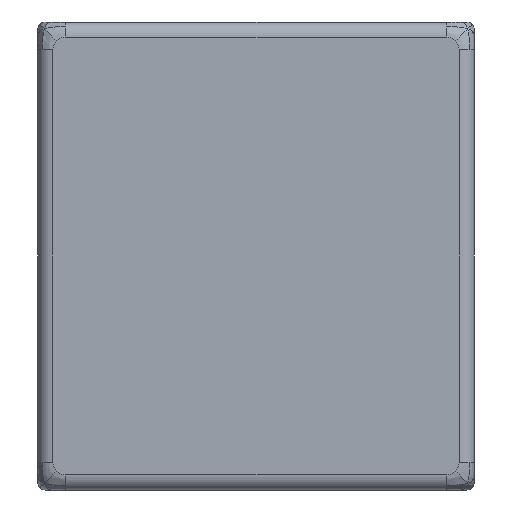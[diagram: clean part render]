
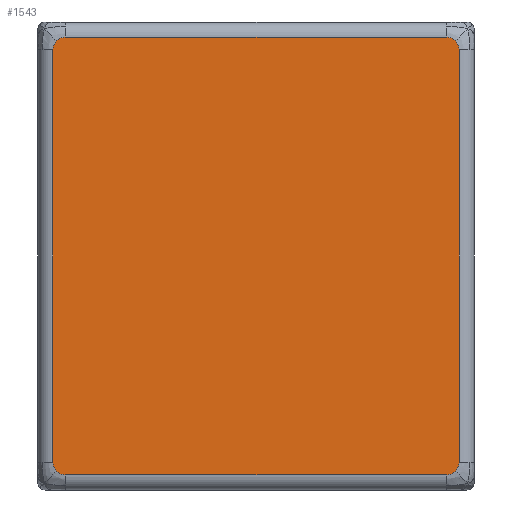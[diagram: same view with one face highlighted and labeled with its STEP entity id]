
A CAD part, left-side view. The second image highlights one B-rep face of the part: STEP entity #1543.
In plain terms, the highlighted planar face has unit normal (-1, 0, 0).
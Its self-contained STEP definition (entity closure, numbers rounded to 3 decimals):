
#30=PLANE('',#1684);
#46=LINE('',#4719,#108);
#47=LINE('',#4760,#109);
#55=LINE('',#4820,#117);
#60=LINE('',#4827,#122);
#108=VECTOR('',#1876,10.);
#109=VECTOR('',#1883,10.);
#117=VECTOR('',#1913,10.);
#122=VECTOR('',#1922,10.);
#261=FACE_OUTER_BOUND('',#357,.T.);
#357=EDGE_LOOP('',(#1252,#1253,#1254,#1255,#1256,#1257,#1258,#1259,#1260,
#1261,#1262,#1263));
#416=CIRCLE('',#1615,0.05);
#422=CIRCLE('',#1621,0.05);
#428=CIRCLE('',#1627,0.05);
#434=CIRCLE('',#1633,0.05);
#441=CIRCLE('',#1641,0.05);
#451=CIRCLE('',#1655,0.05);
#453=CIRCLE('',#1658,0.05);
#459=CIRCLE('',#1669,0.05);
#623=VERTEX_POINT('',#3648);
#624=VERTEX_POINT('',#3655);
#635=VERTEX_POINT('',#3964);
#636=VERTEX_POINT('',#3971);
#647=VERTEX_POINT('',#4280);
#648=VERTEX_POINT('',#4287);
#659=VERTEX_POINT('',#4596);
#660=VERTEX_POINT('',#4603);
#665=VERTEX_POINT('',#4651);
#674=VERTEX_POINT('',#4714);
#675=VERTEX_POINT('',#4756);
#680=VERTEX_POINT('',#4816);
#791=EDGE_CURVE('',#623,#624,#416,.T.);
#807=EDGE_CURVE('',#635,#636,#422,.T.);
#823=EDGE_CURVE('',#647,#648,#428,.T.);
#839=EDGE_CURVE('',#659,#660,#434,.T.);
#846=EDGE_CURVE('',#665,#659,#441,.T.);
#860=EDGE_CURVE('',#674,#647,#451,.T.);
#862=EDGE_CURVE('',#660,#674,#46,.T.);
#864=EDGE_CURVE('',#675,#635,#453,.T.);
#865=EDGE_CURVE('',#636,#665,#47,.T.);
#878=EDGE_CURVE('',#680,#623,#459,.T.);
#879=EDGE_CURVE('',#624,#675,#55,.T.);
#884=EDGE_CURVE('',#648,#680,#60,.T.);
#1252=ORIENTED_EDGE('',*,*,#878,.F.);
#1253=ORIENTED_EDGE('',*,*,#884,.F.);
#1254=ORIENTED_EDGE('',*,*,#823,.F.);
#1255=ORIENTED_EDGE('',*,*,#860,.F.);
#1256=ORIENTED_EDGE('',*,*,#862,.F.);
#1257=ORIENTED_EDGE('',*,*,#839,.F.);
#1258=ORIENTED_EDGE('',*,*,#846,.F.);
#1259=ORIENTED_EDGE('',*,*,#865,.F.);
#1260=ORIENTED_EDGE('',*,*,#807,.F.);
#1261=ORIENTED_EDGE('',*,*,#864,.F.);
#1262=ORIENTED_EDGE('',*,*,#879,.F.);
#1263=ORIENTED_EDGE('',*,*,#791,.F.);
#1543=ADVANCED_FACE('',(#261),#30,.T.);
#1615=AXIS2_PLACEMENT_3D('',#3656,#1787,#1788);
#1621=AXIS2_PLACEMENT_3D('',#3972,#1799,#1800);
#1627=AXIS2_PLACEMENT_3D('',#4288,#1811,#1812);
#1633=AXIS2_PLACEMENT_3D('',#4604,#1823,#1824);
#1641=AXIS2_PLACEMENT_3D('',#4653,#1839,#1840);
#1655=AXIS2_PLACEMENT_3D('',#4716,#1871,#1872);
#1658=AXIS2_PLACEMENT_3D('',#4758,#1879,#1880);
#1669=AXIS2_PLACEMENT_3D('',#4818,#1909,#1910);
#1684=AXIS2_PLACEMENT_3D('',#4855,#1953,#1954);
#1787=DIRECTION('center_axis',(1.,0.,0.));
#1788=DIRECTION('ref_axis',(0.,-0.707,0.707));
#1799=DIRECTION('center_axis',(1.,0.,0.));
#1800=DIRECTION('ref_axis',(0.,-0.707,-0.707));
#1811=DIRECTION('center_axis',(1.,0.,0.));
#1812=DIRECTION('ref_axis',(0.,0.707,0.707));
#1823=DIRECTION('center_axis',(1.,0.,0.));
#1824=DIRECTION('ref_axis',(0.,0.707,-0.707));
#1839=DIRECTION('center_axis',(1.,0.,0.));
#1840=DIRECTION('ref_axis',(0.,0.707,-0.707));
#1871=DIRECTION('center_axis',(1.,0.,0.));
#1872=DIRECTION('ref_axis',(0.,0.707,0.707));
#1876=DIRECTION('',(0.,0.,1.));
#1879=DIRECTION('center_axis',(1.,0.,0.));
#1880=DIRECTION('ref_axis',(0.,-0.707,-0.707));
#1883=DIRECTION('',(0.,1.,0.));
#1909=DIRECTION('center_axis',(1.,0.,0.));
#1910=DIRECTION('ref_axis',(0.,-0.707,0.707));
#1913=DIRECTION('',(0.,0.,-1.));
#1922=DIRECTION('',(0.,-1.,0.));
#1953=DIRECTION('center_axis',(-1.,0.,0.));
#1954=DIRECTION('ref_axis',(0.,-1.,0.));
#3648=CARTESIAN_POINT('',(-2.313,-0.788,1.775));
#3655=CARTESIAN_POINT('',(-2.313,-0.803,1.74));
#3656=CARTESIAN_POINT('Origin',(-2.313,-0.753,1.74));
#3964=CARTESIAN_POINT('',(-2.313,-0.788,0.075));
#3971=CARTESIAN_POINT('',(-2.313,-0.753,0.06));
#3972=CARTESIAN_POINT('Origin',(-2.313,-0.753,0.11));
#4280=CARTESIAN_POINT('',(-2.313,0.788,1.775));
#4287=CARTESIAN_POINT('',(-2.313,0.753,1.79));
#4288=CARTESIAN_POINT('Origin',(-2.313,0.753,1.74));
#4596=CARTESIAN_POINT('',(-2.313,0.788,0.075));
#4603=CARTESIAN_POINT('',(-2.313,0.803,0.11));
#4604=CARTESIAN_POINT('Origin',(-2.313,0.753,0.11));
#4651=CARTESIAN_POINT('',(-2.313,0.753,0.06));
#4653=CARTESIAN_POINT('Origin',(-2.313,0.753,0.11));
#4714=CARTESIAN_POINT('',(-2.313,0.803,1.74));
#4716=CARTESIAN_POINT('Origin',(-2.313,0.753,1.74));
#4719=CARTESIAN_POINT('',(-2.313,0.803,0.));
#4756=CARTESIAN_POINT('',(-2.313,-0.803,0.11));
#4758=CARTESIAN_POINT('Origin',(-2.313,-0.753,0.11));
#4760=CARTESIAN_POINT('',(-2.313,0.431,0.06));
#4816=CARTESIAN_POINT('',(-2.313,-0.753,1.79));
#4818=CARTESIAN_POINT('Origin',(-2.313,-0.753,1.74));
#4820=CARTESIAN_POINT('',(-2.313,-0.803,0.));
#4827=CARTESIAN_POINT('',(-2.313,0.431,1.79));
#4855=CARTESIAN_POINT('Origin',(-2.313,0.863,0.));
